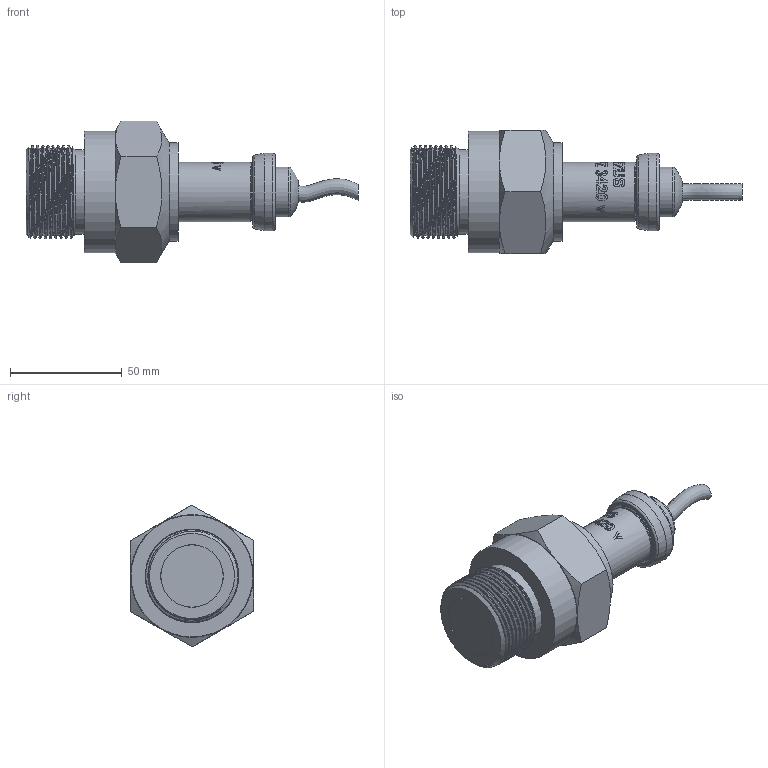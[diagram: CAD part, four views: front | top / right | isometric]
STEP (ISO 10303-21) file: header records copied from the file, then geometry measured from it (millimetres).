
FILE_DESCRIPTION(/* description */ (''),/* implementation_level */ '2;1');
FILE_NAME(/* name */ 'APZ3420v_G1-1''2-protected_5.step',/* time_stamp */ '2021-07-13T16:54:02+03:00',/* author */ (''),/* organization */ (''),/* preprocessor_version */ 'ST-DEVELOPER v18.1',/* originating_system */ 'Autodesk Translation Framework v10.9.0.1377',/* authorisation */ '');
FILE_SCHEMA (('AUTOMOTIVE_DESIGN { 1 0 10303 214 3 1 1 }'));
Length unit declared in the file: millimetre
Products named in the file (7): АПЗ 3420 v - filled; Stainless steel cable gland assembly v4; wire; Stainless steel cable gland v2; Stainless steel cable gland nut v3; CT002.000.084 (стакан 37) v3; МР00-01.266.410.126 v3
Assembly tree (6 placements, depth 3):
  АПЗ 3420 v - filled
    Stainless steel cable gland assembly v4
      wire
      Stainless steel cable gland v2
      Stainless steel cable gland nut v3
    CT002.000.084 (стакан 37) v3
    МР00-01.266.410.126 v3
Bounding box: 148.5 x 55.08 x 63.51 mm (x, y, z)
Volume: 159087.8 mm3; surface area: 29708 mm2
Topology: 4 solids, 5 shells, 393 faces, 1031 edges, 682 vertices
Faces by surface type: bspline 251, cylinder 71, plane 42, cone 18, torus 10, sphere 1
Full cylindrical faces by diameter (mm): 2 x1, 7.2 x1, 13 x1, 20 x1, 21.4 x1, 22.3 x2, 22.5 x1, 24.5 x1, 25.132 x4, 25.526 x2, 25.7 x1, 26.5 x5, 27.208 x3, 27.7 x1, 27.9 x1, 28 x2, 34.5 x1, 38 x1, 38.952 x8, 44 x1, 54.5 x1
Entity records: 24671 total; most frequent: CARTESIAN_POINT 16586, ORIENTED_EDGE 2062, EDGE_CURVE 1031, DIRECTION 863, VERTEX_POINT 682, B_SPLINE_CURVE_WITH_KNOTS 569, EDGE_LOOP 431, FACE_OUTER_BOUND 393
